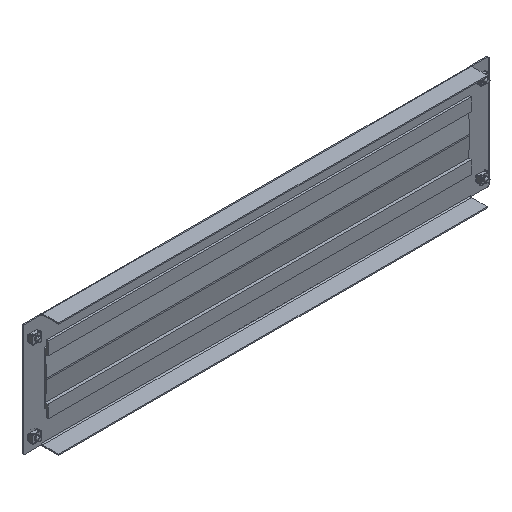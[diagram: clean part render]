
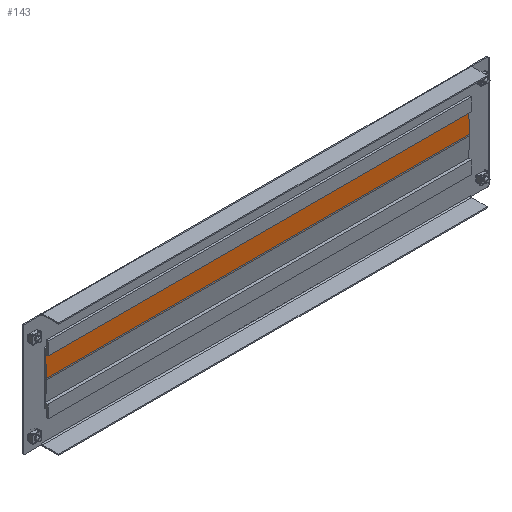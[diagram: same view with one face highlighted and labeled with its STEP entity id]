
A CAD part, isometric view. The second image highlights one B-rep face of the part: STEP entity #143.
In plain terms, the highlighted face is planar.
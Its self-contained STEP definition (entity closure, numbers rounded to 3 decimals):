
#134 = VECTOR ( 'NONE', #4943, 1000. ) ;
#143 = ADVANCED_FACE ( 'NONE', ( #4216 ), #2935, .T. ) ;
#207 = ORIENTED_EDGE ( 'NONE', *, *, #431, .F. ) ;
#431 = EDGE_CURVE ( 'NONE', #4863, #4080, #6713, .T. ) ;
#612 = CARTESIAN_POINT ( 'NONE',  ( -590., -24.601, 45.983 ) ) ;
#739 = CARTESIAN_POINT ( 'NONE',  ( -590., -22.601, 15.983 ) ) ;
#794 = CARTESIAN_POINT ( 'NONE',  ( -590., -24.601, 45.983 ) ) ;
#847 = CARTESIAN_POINT ( 'NONE',  ( 0., -22.601, 15.983 ) ) ;
#1037 = CARTESIAN_POINT ( 'NONE',  ( -590., -24.601, 45.983 ) ) ;
#1152 = CARTESIAN_POINT ( 'NONE',  ( 0., -24.601, 45.983 ) ) ;
#1193 = ORIENTED_EDGE ( 'NONE', *, *, #6002, .F. ) ;
#1586 = EDGE_LOOP ( 'NONE', ( #207, #1193, #8062, #1881 ) ) ;
#1688 = DIRECTION ( 'NONE',  ( 0., 0.067, -0.998 ) ) ;
#1881 = ORIENTED_EDGE ( 'NONE', *, *, #6947, .T. ) ;
#2935 = PLANE ( 'NONE',  #4173 ) ;
#2976 = VERTEX_POINT ( 'NONE', #612 ) ;
#3039 = VERTEX_POINT ( 'NONE', #5744 ) ;
#3977 = DIRECTION ( 'NONE',  ( 0., 0.067, -0.998 ) ) ;
#3993 = EDGE_CURVE ( 'NONE', #2976, #3039, #6423, .T. ) ;
#4080 = VERTEX_POINT ( 'NONE', #847 ) ;
#4173 = AXIS2_PLACEMENT_3D ( 'NONE', #1037, #5490, #1688 ) ;
#4216 = FACE_OUTER_BOUND ( 'NONE', #1586, .T. ) ;
#4506 = VECTOR ( 'NONE', #7371, 1000. ) ;
#4863 = VERTEX_POINT ( 'NONE', #8206 ) ;
#4943 = DIRECTION ( 'NONE',  ( 0., 0.067, -0.998 ) ) ;
#5490 = DIRECTION ( 'NONE',  ( 0., -0.998, -0.067 ) ) ;
#5744 = CARTESIAN_POINT ( 'NONE',  ( -590., -22.601, 15.983 ) ) ;
#6002 = EDGE_CURVE ( 'NONE', #2976, #4863, #6180, .T. ) ;
#6180 = LINE ( 'NONE', #6730, #4506 ) ;
#6287 = LINE ( 'NONE', #739, #7364 ) ;
#6423 = LINE ( 'NONE', #794, #7924 ) ;
#6713 = LINE ( 'NONE', #1152, #134 ) ;
#6730 = CARTESIAN_POINT ( 'NONE',  ( -590., -24.601, 45.983 ) ) ;
#6947 = EDGE_CURVE ( 'NONE', #3039, #4080, #6287, .T. ) ;
#7235 = DIRECTION ( 'NONE',  ( 1., 0., 0. ) ) ;
#7364 = VECTOR ( 'NONE', #7235, 1000. ) ;
#7371 = DIRECTION ( 'NONE',  ( 1., 0., 0. ) ) ;
#7924 = VECTOR ( 'NONE', #3977, 1000. ) ;
#8062 = ORIENTED_EDGE ( 'NONE', *, *, #3993, .T. ) ;
#8206 = CARTESIAN_POINT ( 'NONE',  ( 0., -24.601, 45.983 ) ) ;
